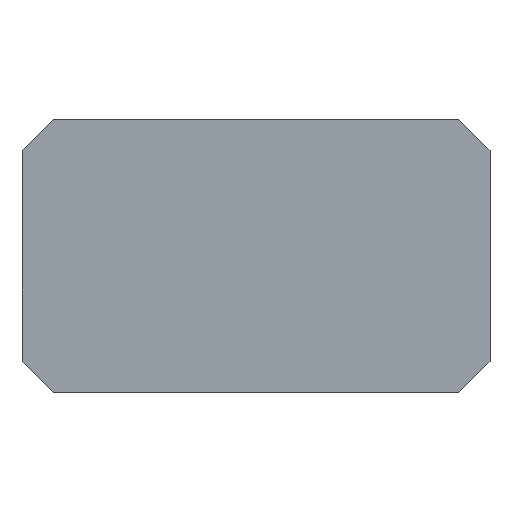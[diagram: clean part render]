
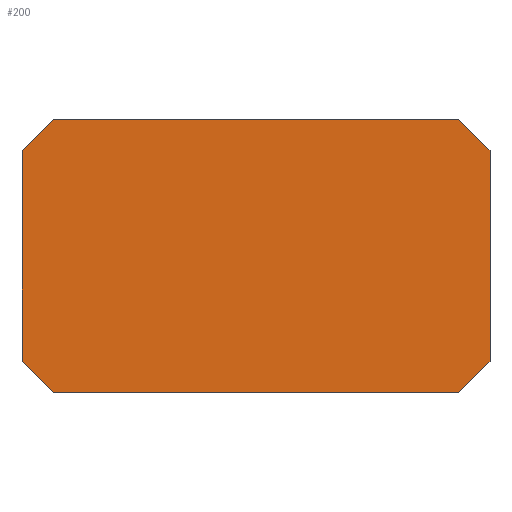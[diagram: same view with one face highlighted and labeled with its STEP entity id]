
A CAD part, top view. The second image highlights one B-rep face of the part: STEP entity #200.
In plain terms, the highlighted planar face has unit normal (0, 0, 1).
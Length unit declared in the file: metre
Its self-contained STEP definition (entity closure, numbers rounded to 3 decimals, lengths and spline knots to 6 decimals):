
#146 = EDGE_CURVE( '', #381, #382, #383, .T. );
#154 = EDGE_CURVE( '', #396, #397, #398, .T. );
#164 = EDGE_CURVE( '', #413, #381, #414, .T. );
#170 = EDGE_CURVE( '', #397, #422, #423, .T. );
#194 = EDGE_CURVE( '', #382, #462, #463, .T. );
#200 = ADVANCED_FACE( '', ( #472 ), #473, .T. );
#270 = EDGE_CURVE( '', #422, #413, #570, .T. );
#284 = EDGE_CURVE( '', #567, #396, #584, .T. );
#318 = EDGE_CURVE( '', #462, #567, #621, .T. );
#381 = VERTEX_POINT( '', #683 );
#382 = VERTEX_POINT( '', #684 );
#383 = LINE( '', #685, #686 );
#396 = VERTEX_POINT( '', #706 );
#397 = VERTEX_POINT( '', #707 );
#398 = LINE( '', #708, #709 );
#413 = VERTEX_POINT( '', #727 );
#414 = LINE( '', #728, #729 );
#422 = VERTEX_POINT( '', #738 );
#423 = LINE( '', #739, #740 );
#462 = VERTEX_POINT( '', #798 );
#463 = LINE( '', #799, #800 );
#472 = FACE_OUTER_BOUND( '', #811, .T. );
#473 = PLANE( '', #812 );
#567 = VERTEX_POINT( '', #949 );
#570 = LINE( '', #954, #955 );
#584 = LINE( '', #982, #983 );
#621 = LINE( '', #1051, #1052 );
#683 = CARTESIAN_POINT( '', ( 0.0026, 0.00175, 0.0014 ) );
#684 = CARTESIAN_POINT( '', ( -0.0026, 0.00175, 0.0014 ) );
#685 = CARTESIAN_POINT( '', ( 0.003, 0.00175, 0.0014 ) );
#686 = VECTOR( '', #1123, 1. );
#706 = CARTESIAN_POINT( '', ( -0.0026, -0.00175, 0.0014 ) );
#707 = CARTESIAN_POINT( '', ( 0.0026, -0.00175, 0.0014 ) );
#708 = CARTESIAN_POINT( '', ( 0.003, -0.00175, 0.0014 ) );
#709 = VECTOR( '', #1127, 1. );
#727 = CARTESIAN_POINT( '', ( 0.003, 0.00135, 0.0014 ) );
#728 = CARTESIAN_POINT( '', ( 0.002175, 0.002175, 0.0014 ) );
#729 = VECTOR( '', #1153, 1. );
#738 = CARTESIAN_POINT( '', ( 0.003, -0.00135, 0.0014 ) );
#739 = CARTESIAN_POINT( '', ( 0.002175, -0.002175, 0.0014 ) );
#740 = VECTOR( '', #1170, 1. );
#798 = CARTESIAN_POINT( '', ( -0.003, 0.00135, 0.0014 ) );
#799 = CARTESIAN_POINT( '', ( -0.002175, 0.002175, 0.0014 ) );
#800 = VECTOR( '', #1208, 1. );
#811 = EDGE_LOOP( '', ( #1219, #1220, #1221, #1222, #1223, #1224, #1225, #1226 ) );
#812 = AXIS2_PLACEMENT_3D( '', #1227, #1228, #1229 );
#949 = CARTESIAN_POINT( '', ( -0.003, -0.00135, 0.0014 ) );
#954 = CARTESIAN_POINT( '', ( 0.003, -0.00175, 0.0014 ) );
#955 = VECTOR( '', #1352, 1. );
#982 = CARTESIAN_POINT( '', ( -0.002175, -0.002175, 0.0014 ) );
#983 = VECTOR( '', #1359, 1. );
#1051 = CARTESIAN_POINT( '', ( -0.003, -0.00175, 0.0014 ) );
#1052 = VECTOR( '', #1383, 1. );
#1123 = DIRECTION( '', ( -1., 0., 0. ) );
#1127 = DIRECTION( '', ( 1., 0., 0. ) );
#1153 = DIRECTION( '', ( -0.707, 0.707, 0. ) );
#1170 = DIRECTION( '', ( 0.707, 0.707, 0. ) );
#1208 = DIRECTION( '', ( -0.707, -0.707, 0. ) );
#1219 = ORIENTED_EDGE( '', *, *, #318, .T. );
#1220 = ORIENTED_EDGE( '', *, *, #284, .T. );
#1221 = ORIENTED_EDGE( '', *, *, #154, .T. );
#1222 = ORIENTED_EDGE( '', *, *, #170, .T. );
#1223 = ORIENTED_EDGE( '', *, *, #270, .T. );
#1224 = ORIENTED_EDGE( '', *, *, #164, .T. );
#1225 = ORIENTED_EDGE( '', *, *, #146, .T. );
#1226 = ORIENTED_EDGE( '', *, *, #194, .T. );
#1227 = CARTESIAN_POINT( '', ( 0., 0., 0.0014 ) );
#1228 = DIRECTION( '', ( 0., 0., 1. ) );
#1229 = DIRECTION( '', ( 1., 0., 0. ) );
#1352 = DIRECTION( '', ( 0., 1., 0. ) );
#1359 = DIRECTION( '', ( 0.707, -0.707, 0. ) );
#1383 = DIRECTION( '', ( 0., -1., 0. ) );
